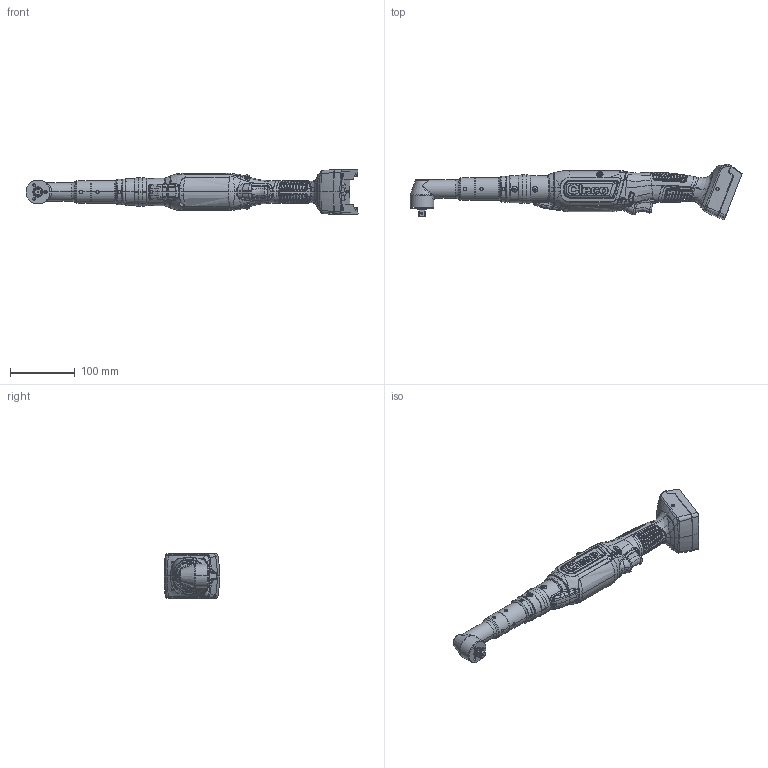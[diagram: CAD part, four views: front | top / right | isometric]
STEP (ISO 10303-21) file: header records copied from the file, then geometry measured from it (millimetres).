
FILE_DESCRIPTION((''),'2;1');
FILE_NAME('CLBA403_SW0001','2024-03-15T10:43:28',('QC717'),(''),'CREO PARAMETRIC BY PTC INC, 2022014','CREO PARAMETRIC BY PTC INC, 2022014','');
FILE_SCHEMA(('CONFIG_CONTROL_DESIGN'));
Length unit declared in the file: millimetre
Products named in the file (1): CLBA403_SW0001
Bounding box: 513.97 x 85.77 x 69.56 mm (x, y, z)
Surface area: 108513.6 mm2 (no closed solid volume)
Topology: 0 solids, 358 shells, 4003 faces, 13845 edges, 9816 vertices
Faces by surface type: bspline 1822, cylinder 1230, plane 680, cone 160, torus 66, sphere 33, extrusion 12
Entity records: 278724 total; most frequent: CARTESIAN_POINT 181505, ORIENTED_EDGE 19543, DIRECTION 15297, EDGE_CURVE 13832, VERTEX_POINT 9817, B_SPLINE_CURVE_WITH_KNOTS 6403, AXIS2_PLACEMENT_3D 5675, EDGE_LOOP 4149
